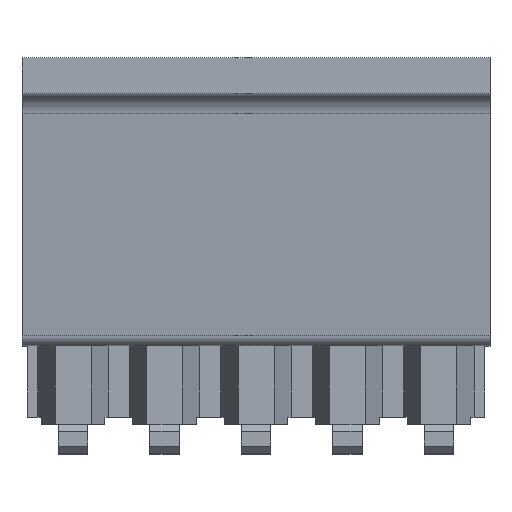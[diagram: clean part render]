
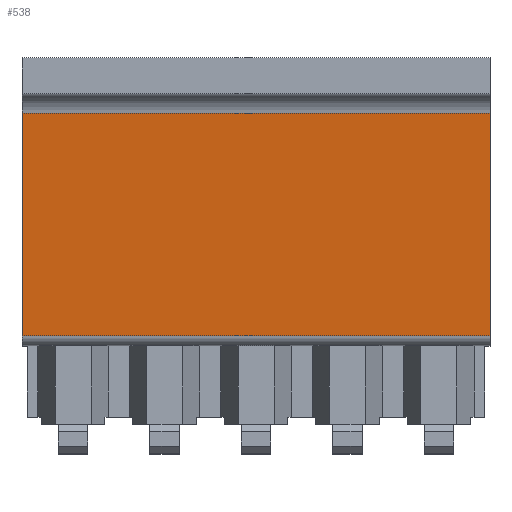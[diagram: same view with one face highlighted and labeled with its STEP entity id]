
A CAD part, top view. The second image highlights one B-rep face of the part: STEP entity #538.
In plain terms, the highlighted face is planar.
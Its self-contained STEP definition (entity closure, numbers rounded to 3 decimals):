
#538 = ADVANCED_FACE( '', ( #1356 ), #1357, .F. );
#1356 = FACE_OUTER_BOUND( '', #2482, .T. );
#1357 = PLANE( '', #2483 );
#2482 = EDGE_LOOP( '', ( #3946, #3947, #3948, #3949 ) );
#2483 = AXIS2_PLACEMENT_3D( '', #3950, #3951, #3952 );
#3946 = ORIENTED_EDGE( '', *, *, #7269, .T. );
#3947 = ORIENTED_EDGE( '', *, *, #7270, .F. );
#3948 = ORIENTED_EDGE( '', *, *, #7271, .F. );
#3949 = ORIENTED_EDGE( '', *, *, #7272, .T. );
#3950 = CARTESIAN_POINT( '', ( 3.25, 1.576, -3.226 ) );
#3951 = DIRECTION( '', ( 0., -0.996, -0.087 ) );
#3952 = DIRECTION( '', ( 0., 0.087, -0.996 ) );
#7269 = EDGE_CURVE( '', #8914, #8915, #8916, .T. );
#7270 = EDGE_CURVE( '', #8917, #8915, #8918, .T. );
#7271 = EDGE_CURVE( '', #8919, #8917, #8920, .T. );
#7272 = EDGE_CURVE( '', #8919, #8914, #8921, .T. );
#8914 = VERTEX_POINT( '', #11221 );
#8915 = VERTEX_POINT( '', #11222 );
#8916 = LINE( '', #11223, #11224 );
#8917 = VERTEX_POINT( '', #11225 );
#8918 = LINE( '', #11226, #11227 );
#8919 = VERTEX_POINT( '', #11228 );
#8920 = LINE( '', #11229, #11230 );
#8921 = LINE( '', #11231, #11232 );
#11221 = CARTESIAN_POINT( '', ( -3.25, 1.576, -3.226 ) );
#11222 = CARTESIAN_POINT( '', ( -3.25, 1.306, -0.137 ) );
#11223 = CARTESIAN_POINT( '', ( -3.25, 1.576, -3.226 ) );
#11224 = VECTOR( '', #13700, 1000. );
#11225 = CARTESIAN_POINT( '', ( 3.25, 1.306, -0.137 ) );
#11226 = CARTESIAN_POINT( '', ( 3.25, 1.306, -0.137 ) );
#11227 = VECTOR( '', #13701, 1000. );
#11228 = CARTESIAN_POINT( '', ( 3.25, 1.576, -3.226 ) );
#11229 = CARTESIAN_POINT( '', ( 3.25, 1.576, -3.226 ) );
#11230 = VECTOR( '', #13702, 1000. );
#11231 = CARTESIAN_POINT( '', ( 3.25, 1.576, -3.226 ) );
#11232 = VECTOR( '', #13703, 1000. );
#13700 = DIRECTION( '', ( 0., -0.087, 0.996 ) );
#13701 = DIRECTION( '', ( -1., 0., 0. ) );
#13702 = DIRECTION( '', ( 0., -0.087, 0.996 ) );
#13703 = DIRECTION( '', ( -1., 0., 0. ) );
